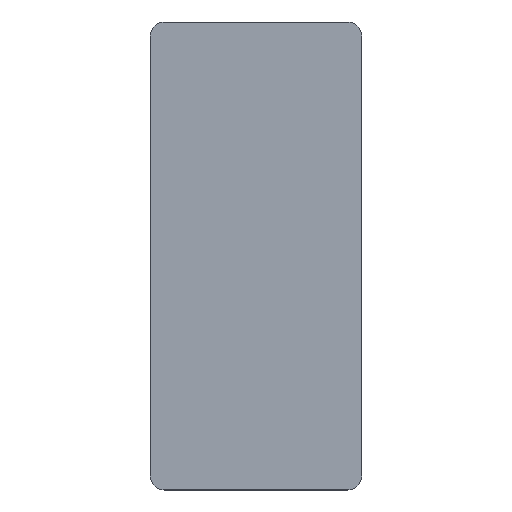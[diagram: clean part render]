
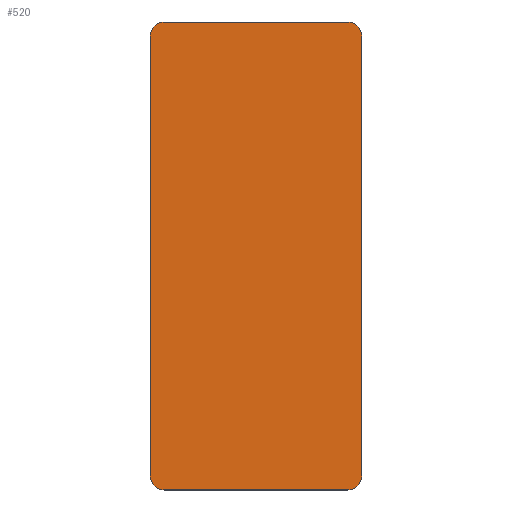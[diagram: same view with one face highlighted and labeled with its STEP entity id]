
A CAD part, top view. The second image highlights one B-rep face of the part: STEP entity #520.
In plain terms, the highlighted planar face has unit normal (0, 0, 1).
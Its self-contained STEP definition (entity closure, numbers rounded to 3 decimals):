
#47=FACE_OUTER_BOUND('',#75,.T.);
#75=EDGE_LOOP('',(#452,#453,#454,#455,#456,#457,#458,#459));
#84=CIRCLE('',#563,3.5);
#85=CIRCLE('',#566,3.5);
#86=CIRCLE('',#569,3.5);
#87=CIRCLE('',#572,3.5);
#135=LINE('',#827,#193);
#138=LINE('',#835,#196);
#141=LINE('',#843,#199);
#144=LINE('',#851,#202);
#193=VECTOR('',#677,10.);
#196=VECTOR('',#686,10.);
#199=VECTOR('',#695,10.);
#202=VECTOR('',#704,10.);
#242=VERTEX_POINT('',#824);
#243=VERTEX_POINT('',#826);
#244=VERTEX_POINT('',#830);
#245=VERTEX_POINT('',#834);
#246=VERTEX_POINT('',#838);
#247=VERTEX_POINT('',#842);
#248=VERTEX_POINT('',#846);
#249=VERTEX_POINT('',#850);
#305=EDGE_CURVE('',#243,#242,#135,.T.);
#307=EDGE_CURVE('',#244,#243,#84,.T.);
#309=EDGE_CURVE('',#245,#244,#138,.T.);
#311=EDGE_CURVE('',#246,#245,#85,.T.);
#313=EDGE_CURVE('',#247,#246,#141,.T.);
#315=EDGE_CURVE('',#248,#247,#86,.T.);
#317=EDGE_CURVE('',#249,#248,#144,.T.);
#319=EDGE_CURVE('',#242,#249,#87,.T.);
#452=ORIENTED_EDGE('',*,*,#319,.T.);
#453=ORIENTED_EDGE('',*,*,#317,.T.);
#454=ORIENTED_EDGE('',*,*,#315,.T.);
#455=ORIENTED_EDGE('',*,*,#313,.T.);
#456=ORIENTED_EDGE('',*,*,#311,.T.);
#457=ORIENTED_EDGE('',*,*,#309,.T.);
#458=ORIENTED_EDGE('',*,*,#307,.T.);
#459=ORIENTED_EDGE('',*,*,#305,.T.);
#480=PLANE('',#573);
#520=ADVANCED_FACE('',(#47),#480,.T.);
#563=AXIS2_PLACEMENT_3D('',#831,#681,#682);
#566=AXIS2_PLACEMENT_3D('',#839,#690,#691);
#569=AXIS2_PLACEMENT_3D('',#847,#699,#700);
#572=AXIS2_PLACEMENT_3D('',#854,#708,#709);
#573=AXIS2_PLACEMENT_3D('',#855,#710,#711);
#677=DIRECTION('',(-1.,0.,0.));
#681=DIRECTION('center_axis',(0.,0.,1.));
#682=DIRECTION('ref_axis',(1.,0.,0.));
#686=DIRECTION('',(0.,1.,0.));
#690=DIRECTION('center_axis',(0.,0.,1.));
#691=DIRECTION('ref_axis',(0.,-1.,0.));
#695=DIRECTION('',(1.,0.,0.));
#699=DIRECTION('center_axis',(0.,0.,1.));
#700=DIRECTION('ref_axis',(-1.,0.,0.));
#704=DIRECTION('',(0.,-1.,0.));
#708=DIRECTION('center_axis',(0.,0.,1.));
#709=DIRECTION('ref_axis',(0.,1.,0.));
#710=DIRECTION('center_axis',(0.,0.,1.));
#711=DIRECTION('ref_axis',(1.,0.,0.));
#824=CARTESIAN_POINT('',(-22.75,58.065,1.72));
#826=CARTESIAN_POINT('',(22.75,58.065,1.72));
#827=CARTESIAN_POINT('',(-22.75,58.065,1.72));
#830=CARTESIAN_POINT('',(26.25,54.565,1.72));
#831=CARTESIAN_POINT('Origin',(22.75,54.565,1.72));
#834=CARTESIAN_POINT('',(26.25,-54.565,1.72));
#835=CARTESIAN_POINT('',(26.25,54.565,1.72));
#838=CARTESIAN_POINT('',(22.75,-58.065,1.72));
#839=CARTESIAN_POINT('Origin',(22.75,-54.565,1.72));
#842=CARTESIAN_POINT('',(-22.75,-58.065,1.72));
#843=CARTESIAN_POINT('',(22.75,-58.065,1.72));
#846=CARTESIAN_POINT('',(-26.25,-54.565,1.72));
#847=CARTESIAN_POINT('Origin',(-22.75,-54.565,1.72));
#850=CARTESIAN_POINT('',(-26.25,54.565,1.72));
#851=CARTESIAN_POINT('',(-26.25,-54.565,1.72));
#854=CARTESIAN_POINT('Origin',(-22.75,54.565,1.72));
#855=CARTESIAN_POINT('Origin',(0.,0.,1.72));
